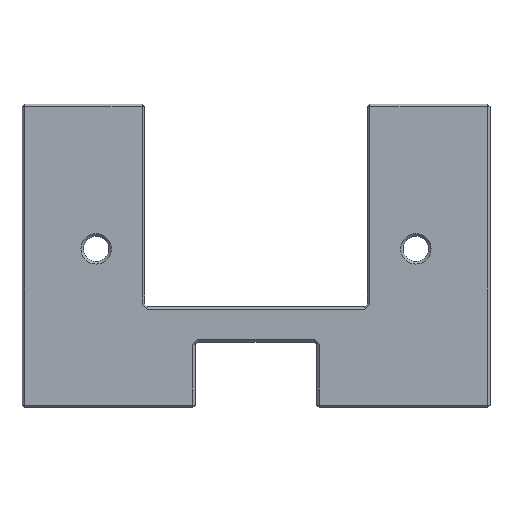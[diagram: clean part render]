
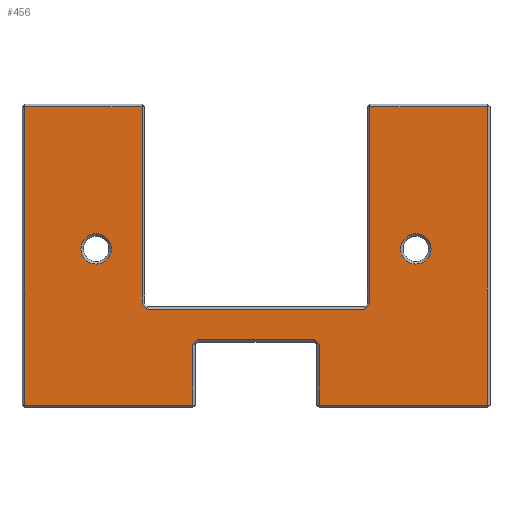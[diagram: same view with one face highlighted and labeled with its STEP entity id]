
A CAD part, top view. The second image highlights one B-rep face of the part: STEP entity #456.
In plain terms, the highlighted planar face has unit normal (0, 0, 1).
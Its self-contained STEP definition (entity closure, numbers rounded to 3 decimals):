
#135 = VERTEX_POINT('',#136);
#136 = CARTESIAN_POINT('',(22.875,10.55,6.25));
#144 = VERTEX_POINT('',#145);
#145 = CARTESIAN_POINT('',(22.875,-18.95,6.25));
#151 = EDGE_CURVE('',#135,#144,#152,.T.);
#152 = LINE('',#153,#154);
#153 = CARTESIAN_POINT('',(22.875,10.8,6.25));
#154 = VECTOR('',#155,1.);
#155 = DIRECTION('',(0.,-1.,0.));
#456 = ADVANCED_FACE('',(#457,#578,#589),#600,.T.);
#457 = FACE_BOUND('',#458,.T.);
#458 = EDGE_LOOP('',(#459,#460,#468,#476,#484,#492,#500,#508,#516,#524,
    #532,#540,#548,#556,#564,#572));
#459 = ORIENTED_EDGE('',*,*,#151,.F.);
#460 = ORIENTED_EDGE('',*,*,#461,.T.);
#461 = EDGE_CURVE('',#135,#462,#464,.T.);
#462 = VERTEX_POINT('',#463);
#463 = CARTESIAN_POINT('',(11.25,10.55,6.25));
#464 = LINE('',#465,#466);
#465 = CARTESIAN_POINT('',(23.125,10.55,6.25));
#466 = VECTOR('',#467,1.);
#467 = DIRECTION('',(-1.,0.,0.));
#468 = ORIENTED_EDGE('',*,*,#469,.T.);
#469 = EDGE_CURVE('',#462,#470,#472,.T.);
#470 = VERTEX_POINT('',#471);
#471 = CARTESIAN_POINT('',(11.25,-8.95,6.25));
#472 = LINE('',#473,#474);
#473 = CARTESIAN_POINT('',(11.25,10.8,6.25));
#474 = VECTOR('',#475,1.);
#475 = DIRECTION('',(0.,-1.,0.));
#476 = ORIENTED_EDGE('',*,*,#477,.F.);
#477 = EDGE_CURVE('',#478,#470,#480,.T.);
#478 = VERTEX_POINT('',#479);
#479 = CARTESIAN_POINT('',(10.75,-9.45,6.25));
#480 = LINE('',#481,#482);
#481 = CARTESIAN_POINT('',(9.094,-11.106,6.25));
#482 = VECTOR('',#483,1.);
#483 = DIRECTION('',(0.707,0.707,0.));
#484 = ORIENTED_EDGE('',*,*,#485,.T.);
#485 = EDGE_CURVE('',#478,#486,#488,.T.);
#486 = VERTEX_POINT('',#487);
#487 = CARTESIAN_POINT('',(-10.75,-9.45,6.25));
#488 = LINE('',#489,#490);
#489 = CARTESIAN_POINT('',(11.,-9.45,6.25));
#490 = VECTOR('',#491,1.);
#491 = DIRECTION('',(-1.,0.,0.));
#492 = ORIENTED_EDGE('',*,*,#493,.F.);
#493 = EDGE_CURVE('',#494,#486,#496,.T.);
#494 = VERTEX_POINT('',#495);
#495 = CARTESIAN_POINT('',(-11.25,-8.95,6.25));
#496 = LINE('',#497,#498);
#497 = CARTESIAN_POINT('',(-9.344,-10.856,6.25));
#498 = VECTOR('',#499,1.);
#499 = DIRECTION('',(0.707,-0.707,0.));
#500 = ORIENTED_EDGE('',*,*,#501,.F.);
#501 = EDGE_CURVE('',#502,#494,#504,.T.);
#502 = VERTEX_POINT('',#503);
#503 = CARTESIAN_POINT('',(-11.25,10.55,6.25));
#504 = LINE('',#505,#506);
#505 = CARTESIAN_POINT('',(-11.25,10.8,6.25));
#506 = VECTOR('',#507,1.);
#507 = DIRECTION('',(0.,-1.,0.));
#508 = ORIENTED_EDGE('',*,*,#509,.F.);
#509 = EDGE_CURVE('',#510,#502,#512,.T.);
#510 = VERTEX_POINT('',#511);
#511 = CARTESIAN_POINT('',(-22.875,10.55,6.25));
#512 = LINE('',#513,#514);
#513 = CARTESIAN_POINT('',(-23.125,10.55,6.25));
#514 = VECTOR('',#515,1.);
#515 = DIRECTION('',(1.,0.,0.));
#516 = ORIENTED_EDGE('',*,*,#517,.F.);
#517 = EDGE_CURVE('',#518,#510,#520,.T.);
#518 = VERTEX_POINT('',#519);
#519 = CARTESIAN_POINT('',(-22.875,-18.95,6.25));
#520 = LINE('',#521,#522);
#521 = CARTESIAN_POINT('',(-22.875,-19.2,6.25));
#522 = VECTOR('',#523,1.);
#523 = DIRECTION('',(0.,1.,0.));
#524 = ORIENTED_EDGE('',*,*,#525,.F.);
#525 = EDGE_CURVE('',#526,#518,#528,.T.);
#526 = VERTEX_POINT('',#527);
#527 = CARTESIAN_POINT('',(-6.25,-18.95,6.25));
#528 = LINE('',#529,#530);
#529 = CARTESIAN_POINT('',(-6.,-18.95,6.25));
#530 = VECTOR('',#531,1.);
#531 = DIRECTION('',(-1.,0.,0.));
#532 = ORIENTED_EDGE('',*,*,#533,.F.);
#533 = EDGE_CURVE('',#534,#526,#536,.T.);
#534 = VERTEX_POINT('',#535);
#535 = CARTESIAN_POINT('',(-6.25,-12.95,6.25));
#536 = LINE('',#537,#538);
#537 = CARTESIAN_POINT('',(-6.25,-12.7,6.25));
#538 = VECTOR('',#539,1.);
#539 = DIRECTION('',(0.,-1.,0.));
#540 = ORIENTED_EDGE('',*,*,#541,.F.);
#541 = EDGE_CURVE('',#542,#534,#544,.T.);
#542 = VERTEX_POINT('',#543);
#543 = CARTESIAN_POINT('',(-5.75,-12.45,6.25));
#544 = LINE('',#545,#546);
#545 = CARTESIAN_POINT('',(-2.531,-9.231,6.25));
#546 = VECTOR('',#547,1.);
#547 = DIRECTION('',(-0.707,-0.707,0.));
#548 = ORIENTED_EDGE('',*,*,#549,.F.);
#549 = EDGE_CURVE('',#550,#542,#552,.T.);
#550 = VERTEX_POINT('',#551);
#551 = CARTESIAN_POINT('',(5.75,-12.45,6.25));
#552 = LINE('',#553,#554);
#553 = CARTESIAN_POINT('',(6.,-12.45,6.25));
#554 = VECTOR('',#555,1.);
#555 = DIRECTION('',(-1.,0.,0.));
#556 = ORIENTED_EDGE('',*,*,#557,.F.);
#557 = EDGE_CURVE('',#558,#550,#560,.T.);
#558 = VERTEX_POINT('',#559);
#559 = CARTESIAN_POINT('',(6.25,-12.95,6.25));
#560 = LINE('',#561,#562);
#561 = CARTESIAN_POINT('',(2.781,-9.481,6.25));
#562 = VECTOR('',#563,1.);
#563 = DIRECTION('',(-0.707,0.707,0.));
#564 = ORIENTED_EDGE('',*,*,#565,.F.);
#565 = EDGE_CURVE('',#566,#558,#568,.T.);
#566 = VERTEX_POINT('',#567);
#567 = CARTESIAN_POINT('',(6.25,-18.95,6.25));
#568 = LINE('',#569,#570);
#569 = CARTESIAN_POINT('',(6.25,-19.2,6.25));
#570 = VECTOR('',#571,1.);
#571 = DIRECTION('',(0.,1.,0.));
#572 = ORIENTED_EDGE('',*,*,#573,.F.);
#573 = EDGE_CURVE('',#144,#566,#574,.T.);
#574 = LINE('',#575,#576);
#575 = CARTESIAN_POINT('',(23.125,-18.95,6.25));
#576 = VECTOR('',#577,1.);
#577 = DIRECTION('',(-1.,0.,0.));
#578 = FACE_BOUND('',#579,.T.);
#579 = EDGE_LOOP('',(#580));
#580 = ORIENTED_EDGE('',*,*,#581,.F.);
#581 = EDGE_CURVE('',#582,#582,#584,.T.);
#582 = VERTEX_POINT('',#583);
#583 = CARTESIAN_POINT('',(-14.3,-3.5,6.25));
#584 = CIRCLE('',#585,1.5);
#585 = AXIS2_PLACEMENT_3D('',#586,#587,#588);
#586 = CARTESIAN_POINT('',(-15.8,-3.5,6.25));
#587 = DIRECTION('',(0.,0.,1.));
#588 = DIRECTION('',(1.,0.,-0.));
#589 = FACE_BOUND('',#590,.T.);
#590 = EDGE_LOOP('',(#591));
#591 = ORIENTED_EDGE('',*,*,#592,.F.);
#592 = EDGE_CURVE('',#593,#593,#595,.T.);
#593 = VERTEX_POINT('',#594);
#594 = CARTESIAN_POINT('',(17.3,-3.5,6.25));
#595 = CIRCLE('',#596,1.5);
#596 = AXIS2_PLACEMENT_3D('',#597,#598,#599);
#597 = CARTESIAN_POINT('',(15.8,-3.5,6.25));
#598 = DIRECTION('',(0.,0.,1.));
#599 = DIRECTION('',(1.,0.,-0.));
#600 = PLANE('',#601);
#601 = AXIS2_PLACEMENT_3D('',#602,#603,#604);
#602 = CARTESIAN_POINT('',(0.,-5.324,6.25));
#603 = DIRECTION('',(0.,0.,1.));
#604 = DIRECTION('',(1.,0.,0.));
